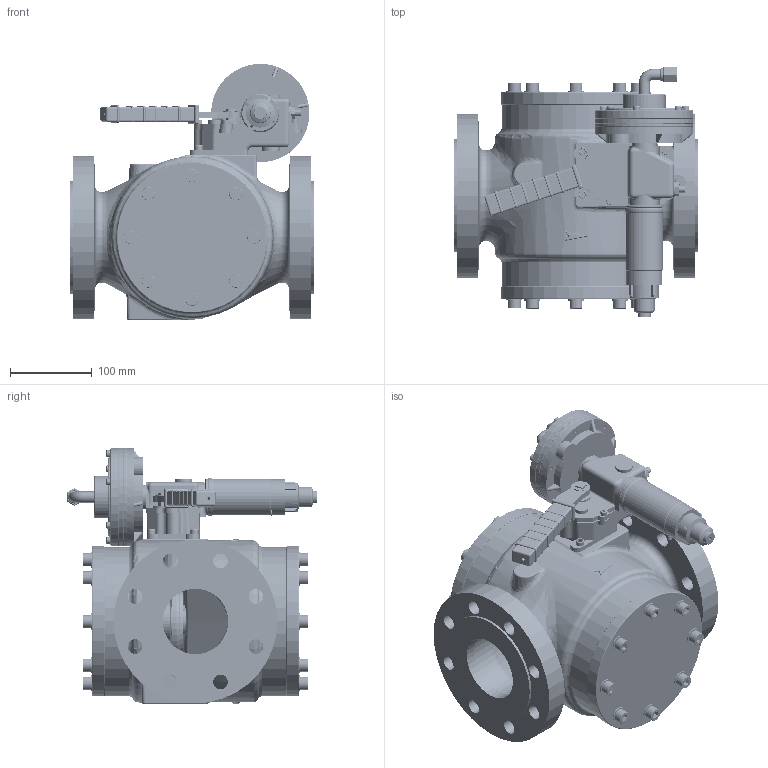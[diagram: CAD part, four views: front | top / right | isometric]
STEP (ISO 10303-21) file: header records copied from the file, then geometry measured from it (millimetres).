
FILE_DESCRIPTION (( 'STEP AP203' ), '1' );
FILE_NAME ('SLH80F.STEP', '2023-01-30T10:38:39', ( '' ), ( '' ), 'SwSTEP 2.0', 'SolidWorks 2018', '' );
FILE_SCHEMA (( 'CONFIG_CONTROL_DESIGN' ));
Length unit declared in the file: millimetre
Products named in the file (78): 2.13.0164; 2.13.0250; 2.13.0249; 2.13.0074; 2.13.0320; 2.13.0179; 2.13.0317; 2.13.0311; 2.13.0065; 2.13.0168; 2.13.0198; 2.13.0068; 2.13.0300; 2.13.0175; 2.13.0020; 2.13.0159; 2.13.0174; 2.13.0193; 2.13.0195; 2.13.0315; 2.13.0182; 2.13.0146; 2.13.0204; 2.13.0342; 2.13.0189; 2.13.0208; SLH80F; 2.13.0188; 2.13.0064; 2.13.0223; 2.13.0173; 2.13.0199; 2.13.0143; 2.13.0194; 2.13.0160; 2.13.0075; 2.13.0309; 2.13.0221; 2.13.0079; 2.13.0202 ...
Assembly tree (121 placements, depth 3):
  SLH80F
    2.13.0082  x16
    2.13.0142
    2.13.0143
    2.13.0146
    2.13.0157
    2.13.0159
    2.13.0160
    2.13.0161
    2.13.0164  x2
    2.13.0167
    2.13.0221
    2.13.0223
    2.13.0249
    2.13.0291  x16
    2.13.0298
    2.13.0250
    2.13.0300
    2.13.0301
    SSV^SLH80F 09.09.2022
      2.13.0020  x4
      2.13.0064
      2.13.0065
      2.13.0067
      2.13.0068
      2.13.0070
      2.13.0072
      2.13.0074
      2.13.0075
      2.13.0079  x2
      2.13.0113
      2.13.0141
      2.13.0175
      2.13.0176
      2.13.0173
      2.13.0168
      2.13.0169
      2.13.0170
      2.13.0174
      2.13.0177
      2.13.0179  x6
      2.13.0181
      2.13.0182
      2.13.0184
      2.13.0185  x2
      2.13.0186
      2.13.0187
      2.13.0188
      2.13.0189
      2.13.0190
      2.13.0191  x2
      2.13.0342
      2.13.0193
      2.13.0194
      2.13.0195
      2.13.0196
      2.13.0198  x2
      2.13.0199
      2.13.0202
      2.13.0203
Bounding box: 298 x 305.82 x 313 mm (x, y, z)
Volume: 5835988 mm3; surface area: 1173815.4 mm2
Topology: 123 solids, 124 shells, 3768 faces, 8834 edges, 5466 vertices
Faces by surface type: cylinder 1724, plane 1100, cone 366, torus 310, bspline 242, sphere 26
Entity records: 132291 total; most frequent: CARTESIAN_POINT 59091, DIRECTION 13739, ORIENTED_EDGE 13060, EDGE_CURVE 6530, AXIS2_PLACEMENT_3D 5558, VERTEX_POINT 4004, EDGE_LOOP 3208, CIRCLE 2836
